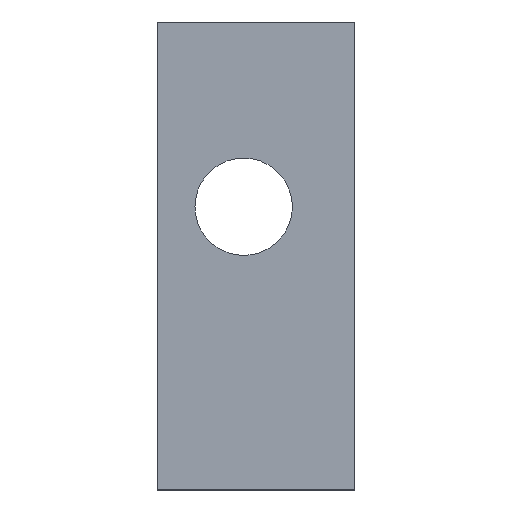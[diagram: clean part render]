
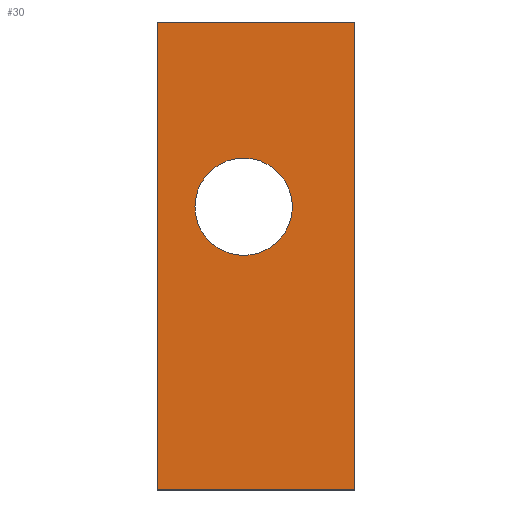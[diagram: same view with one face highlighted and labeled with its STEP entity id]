
A CAD part, left-side view. The second image highlights one B-rep face of the part: STEP entity #30.
In plain terms, the highlighted planar face has unit normal (-1, 0, 0).
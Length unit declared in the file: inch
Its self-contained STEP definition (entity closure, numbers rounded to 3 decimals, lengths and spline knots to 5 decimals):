
#2 = VERTEX_POINT ( 'NONE', #124 ) ;
#17 = CARTESIAN_POINT ( 'NONE',  ( -4., 1.125, 0.00575 ) ) ;
#19 = VERTEX_POINT ( 'NONE', #34 ) ;
#20 = CARTESIAN_POINT ( 'NONE',  ( -4., 2., 2.375 ) ) ;
#21 = VERTEX_POINT ( 'NONE', #189 ) ;
#25 = FACE_BOUND ( 'NONE', #186, .T. ) ;
#30 = ADVANCED_FACE ( 'NONE', ( #25, #174 ), #33, .F. ) ;
#33 = PLANE ( 'NONE',  #76 ) ;
#34 = CARTESIAN_POINT ( 'NONE',  ( -4., 0., 2.375 ) ) ;
#41 = VECTOR ( 'NONE', #110, 39.37008 ) ;
#47 = DIRECTION ( 'NONE',  ( 0., -1., 0. ) ) ;
#60 = CARTESIAN_POINT ( 'NONE',  ( -4., 1.125, 0.5 ) ) ;
#63 = LINE ( 'NONE', #153, #183 ) ;
#76 = AXIS2_PLACEMENT_3D ( 'NONE', #215, #100, #265 ) ;
#83 = VECTOR ( 'NONE', #47, 39.37008 ) ;
#85 = DIRECTION ( 'NONE',  ( 0., 0., 1. ) ) ;
#90 = ORIENTED_EDGE ( 'NONE', *, *, #185, .F. ) ;
#92 = AXIS2_PLACEMENT_3D ( 'NONE', #246, #105, #269 ) ;
#96 = LINE ( 'NONE', #199, #41 ) ;
#100 = DIRECTION ( 'NONE',  ( 1., 0., 0. ) ) ;
#105 = DIRECTION ( 'NONE',  ( -1., 0., 0. ) ) ;
#110 = DIRECTION ( 'NONE',  ( 0., 0., 1. ) ) ;
#111 = ORIENTED_EDGE ( 'NONE', *, *, #257, .F. ) ;
#112 = CARTESIAN_POINT ( 'NONE',  ( -4., 1.125, 0.99425 ) ) ;
#115 = VERTEX_POINT ( 'NONE', #243 ) ;
#124 = CARTESIAN_POINT ( 'NONE',  ( -4., 2., 2.375 ) ) ;
#133 = EDGE_CURVE ( 'NONE', #187, #256, #204, .T. ) ;
#139 = EDGE_LOOP ( 'NONE', ( #176, #239, #111, #161 ) ) ;
#142 = LINE ( 'NONE', #20, #83 ) ;
#153 = CARTESIAN_POINT ( 'NONE',  ( -4., 2., -2.375 ) ) ;
#154 = DIRECTION ( 'NONE',  ( 0., 0., 1. ) ) ;
#161 = ORIENTED_EDGE ( 'NONE', *, *, #236, .F. ) ;
#174 = FACE_OUTER_BOUND ( 'NONE', #139, .T. ) ;
#176 = ORIENTED_EDGE ( 'NONE', *, *, #223, .T. ) ;
#182 = ORIENTED_EDGE ( 'NONE', *, *, #133, .F. ) ;
#183 = VECTOR ( 'NONE', #284, 39.37008 ) ;
#185 = EDGE_CURVE ( 'NONE', #256, #187, #220, .T. ) ;
#186 = EDGE_LOOP ( 'NONE', ( #90, #182 ) ) ;
#187 = VERTEX_POINT ( 'NONE', #17 ) ;
#189 = CARTESIAN_POINT ( 'NONE',  ( -4., 0., -2.375 ) ) ;
#199 = CARTESIAN_POINT ( 'NONE',  ( -4., 0., 2.375 ) ) ;
#204 = CIRCLE ( 'NONE', #92, 0.49425 ) ;
#206 = EDGE_CURVE ( 'NONE', #21, #19, #96, .T. ) ;
#215 = CARTESIAN_POINT ( 'NONE',  ( -4., 2., 2.375 ) ) ;
#220 = CIRCLE ( 'NONE', #261, 0.49425 ) ;
#223 = EDGE_CURVE ( 'NONE', #115, #21, #63, .T. ) ;
#224 = DIRECTION ( 'NONE',  ( -1., 0., 0. ) ) ;
#236 = EDGE_CURVE ( 'NONE', #115, #2, #270, .T. ) ;
#239 = ORIENTED_EDGE ( 'NONE', *, *, #206, .T. ) ;
#243 = CARTESIAN_POINT ( 'NONE',  ( -4., 2., -2.375 ) ) ;
#246 = CARTESIAN_POINT ( 'NONE',  ( -4., 1.125, 0.5 ) ) ;
#256 = VERTEX_POINT ( 'NONE', #112 ) ;
#257 = EDGE_CURVE ( 'NONE', #2, #19, #142, .T. ) ;
#261 = AXIS2_PLACEMENT_3D ( 'NONE', #60, #224, #85 ) ;
#265 = DIRECTION ( 'NONE',  ( 0., 0., -1. ) ) ;
#269 = DIRECTION ( 'NONE',  ( 0., 0., 1. ) ) ;
#270 = LINE ( 'NONE', #285, #274 ) ;
#274 = VECTOR ( 'NONE', #154, 39.37008 ) ;
#284 = DIRECTION ( 'NONE',  ( 0., -1., 0. ) ) ;
#285 = CARTESIAN_POINT ( 'NONE',  ( -4., 2., 2.375 ) ) ;
